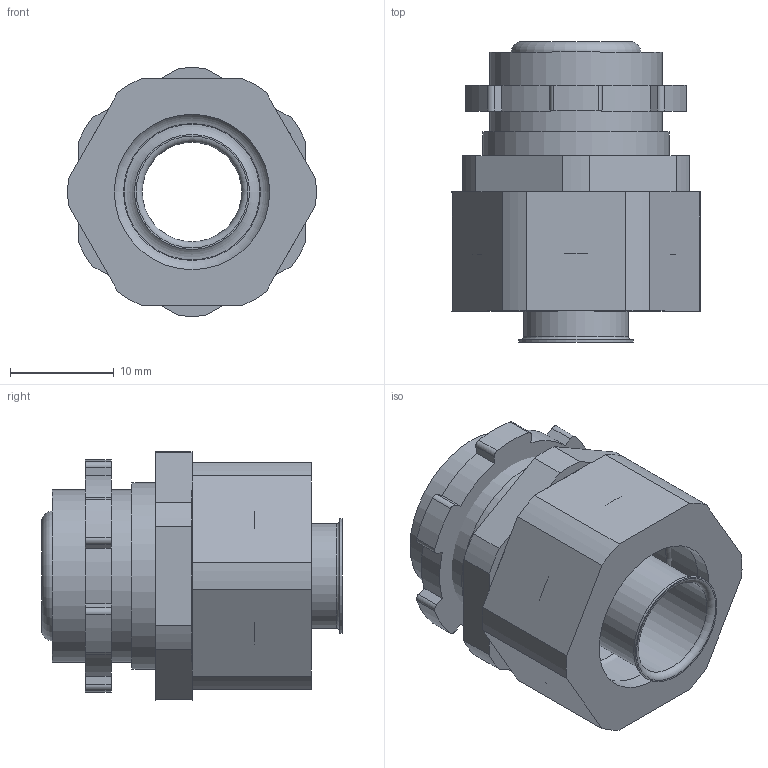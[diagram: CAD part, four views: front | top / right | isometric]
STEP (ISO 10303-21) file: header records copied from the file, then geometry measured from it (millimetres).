
FILE_DESCRIPTION(('STEP AP203'), '1');
FILE_NAME('Ìóôòà ââîäíàÿ äëÿ ìåòàëëîðóêàâà ÂÌ-10 ãàéêà ïîä ðîæêîâûé êëþ÷', '', ('UNSPECIFIED'), ('UNSPECIFIED'), 'ASCON STEP Converter 1.6', 'ASCON Math Kernel', '');
FILE_SCHEMA(('CONFIG_CONTROL_DESIGN'));
Length unit declared in the file: millimetre
Products named in the file (1): -02
Bounding box: 23.98 x 29 x 23.98 mm (x, y, z)
Volume: 6158.4 mm3; surface area: 9060.9 mm2
Topology: 7 solids, 7 shells, 118 faces, 293 edges, 196 vertices
Faces by surface type: cylinder 55, plane 51, torus 9, cone 3
Full cylindrical faces by diameter (mm): 9.6 x1, 9.7 x1, 10.1 x1, 11 x1, 11.1 x1, 12 x1, 15 x2, 15.5 x1, 16 x3, 16.662 x1, 17 x1, 17.3 x1, 18 x1, 18.376 x1, 19.5 x1, 22 x1
Entity records: 4474 total; most frequent: DIRECTION 648, CARTESIAN_POINT 577, ORIENTED_EDGE 524, AXIS2_PLACEMENT_3D 267, EDGE_CURVE 262, VERTEX_POINT 196, EDGE_LOOP 170, CIRCLE 148
